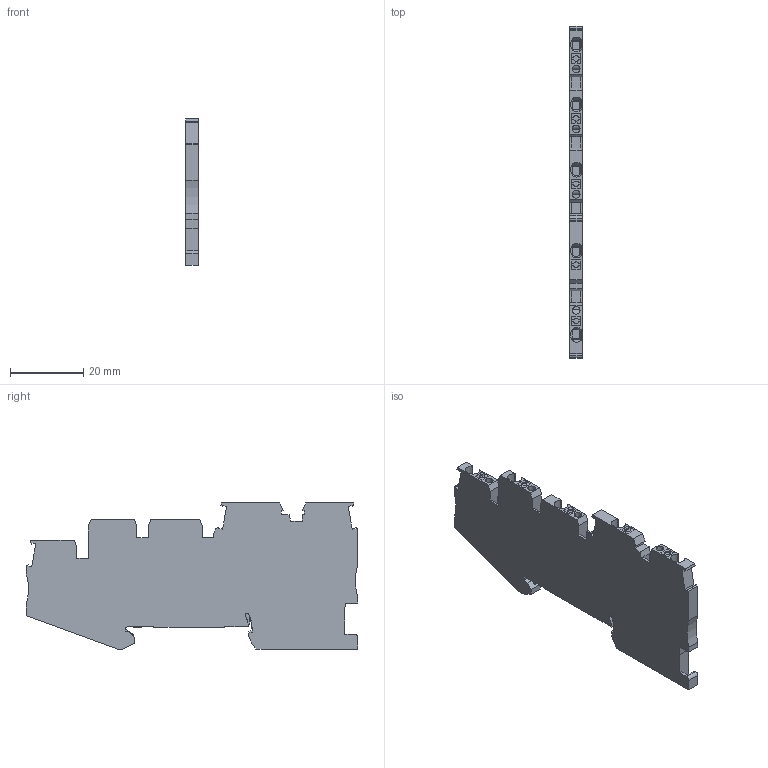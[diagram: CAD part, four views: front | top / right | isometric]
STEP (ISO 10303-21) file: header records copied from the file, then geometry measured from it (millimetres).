
FILE_DESCRIPTION(('Creo Elements/Direct Modeling STEP Export'),'2;1');
FILE_NAME('model.stp','2018-02-09T 3:33:05',(''),(''),'Creo Elements/Direct Modeling STEP processor for AP214 (Solid Model)','Creo Elements/Direct Modeling 18.1I 14-Aug-2016 (C) Parametric Technology GmbH','');
FILE_SCHEMA(('AUTOMOTIVE_DESIGN { 1 0 10303 214 1 1 1 1 }'));
Length unit declared in the file: millimetre
Products named in the file (2): PTIO_1.5_S_4_PE-select
Assembly tree (1 placements, depth 2):
  PTIO_1.5_S_4_PE-select
    PTIO_1.5_S_4_PE-select
Bounding box: 3.5 x 90.8 x 40 mm (x, y, z)
Volume: 9028.2 mm3; surface area: 7867.2 mm2
Topology: 1 solids, 1 shells, 370 faces, 1054 edges, 695 vertices
Faces by surface type: plane 304, cylinder 61, cone 5
Entity records: 16831 total; most frequent: CARTESIAN_POINT 4266, ORIENTED_EDGE 2108, DIRECTION 1825, EDGE_CURVE 1054, VECTOR 841, LINE 841, VERTEX_POINT 695, AXIS2_PLACEMENT_3D 492
